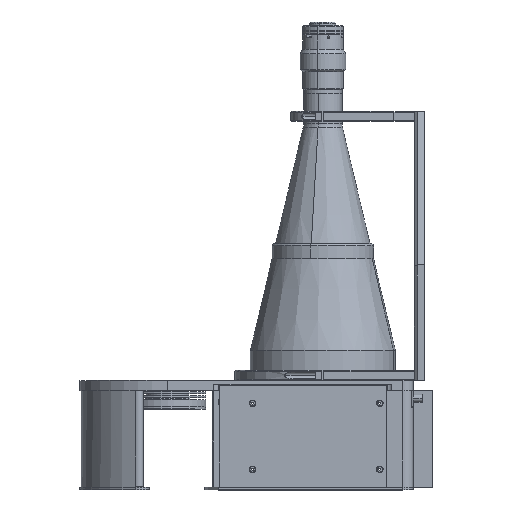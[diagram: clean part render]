
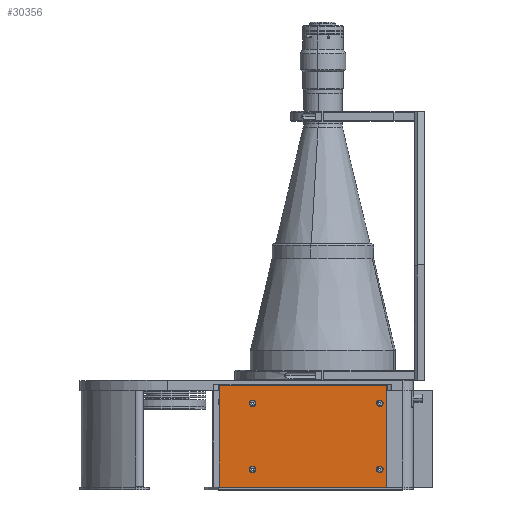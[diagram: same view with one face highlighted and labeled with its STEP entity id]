
A CAD part, top view. The second image highlights one B-rep face of the part: STEP entity #30356.
In plain terms, the highlighted planar face has unit normal (0, 0, 1).
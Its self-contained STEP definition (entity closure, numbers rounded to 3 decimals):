
#305 = AXIS2_PLACEMENT_3D ( 'NONE', #14965, #23114, #9490 ) ;
#343 = ORIENTED_EDGE ( 'NONE', *, *, #6149, .F. ) ;
#549 = DIRECTION ( 'NONE',  ( 0., -1., 0. ) ) ;
#786 = CARTESIAN_POINT ( 'NONE',  ( -17.312, -96.769, 89.524 ) ) ;
#808 = EDGE_CURVE ( 'NONE', #6386, #3311, #5687, .T. ) ;
#994 = CARTESIAN_POINT ( 'NONE',  ( -175.489, -82.519, 89.524 ) ) ;
#1956 = VERTEX_POINT ( 'NONE', #2285 ) ;
#1977 = CIRCLE ( 'NONE', #34229, 3.25 ) ;
#2285 = CARTESIAN_POINT ( 'NONE',  ( -175.489, -182.519, 89.524 ) ) ;
#2620 = DIRECTION ( 'NONE',  ( 0., 1., 0. ) ) ;
#3311 = VERTEX_POINT ( 'NONE', #19454 ) ;
#3362 = VECTOR ( 'NONE', #8962, 1000. ) ;
#4082 = EDGE_LOOP ( 'NONE', ( #4168, #10674 ) ) ;
#4168 = ORIENTED_EDGE ( 'NONE', *, *, #808, .F. ) ;
#4387 = VERTEX_POINT ( 'NONE', #10113 ) ;
#4950 = EDGE_CURVE ( 'NONE', #20427, #21620, #12732, .T. ) ;
#5687 = CIRCLE ( 'NONE', #28903, 3.25 ) ;
#5764 = DIRECTION ( 'NONE',  ( 0., 0., 1. ) ) ;
#6112 = CARTESIAN_POINT ( 'NONE',  ( -142.489, -100.019, 89.524 ) ) ;
#6149 = EDGE_CURVE ( 'NONE', #10381, #34869, #33502, .T. ) ;
#6367 = CARTESIAN_POINT ( 'NONE',  ( -142.489, -161.769, 89.524 ) ) ;
#6386 = VERTEX_POINT ( 'NONE', #6367 ) ;
#6450 = DIRECTION ( 'NONE',  ( 0., 1., 0. ) ) ;
#6627 = CARTESIAN_POINT ( 'NONE',  ( -142.489, -103.269, 89.524 ) ) ;
#6760 = LINE ( 'NONE', #22864, #9252 ) ;
#6937 = DIRECTION ( 'NONE',  ( 0., 0., 1. ) ) ;
#7144 = CIRCLE ( 'NONE', #9977, 3.25 ) ;
#7518 = FACE_OUTER_BOUND ( 'NONE', #32447, .T. ) ;
#8035 = CIRCLE ( 'NONE', #11436, 3.25 ) ;
#8105 = CARTESIAN_POINT ( 'NONE',  ( -142.489, -165.019, 89.524 ) ) ;
#8339 = CARTESIAN_POINT ( 'NONE',  ( -10.489, -82.519, 89.524 ) ) ;
#8353 = VECTOR ( 'NONE', #549, 1000. ) ;
#8412 = DIRECTION ( 'NONE',  ( 0., 0., 1. ) ) ;
#8734 = AXIS2_PLACEMENT_3D ( 'NONE', #13719, #8412, #29690 ) ;
#8962 = DIRECTION ( 'NONE',  ( -1., 0., 0. ) ) ;
#9089 = EDGE_LOOP ( 'NONE', ( #26688, #33141 ) ) ;
#9252 = VECTOR ( 'NONE', #25531, 1000. ) ;
#9432 = DIRECTION ( 'NONE',  ( 0., 1., 0. ) ) ;
#9490 = DIRECTION ( 'NONE',  ( 0., 1., 0. ) ) ;
#9507 = EDGE_CURVE ( 'NONE', #15844, #1956, #11203, .T. ) ;
#9561 = ORIENTED_EDGE ( 'NONE', *, *, #30160, .F. ) ;
#9710 = EDGE_CURVE ( 'NONE', #34869, #10381, #1977, .T. ) ;
#9977 = AXIS2_PLACEMENT_3D ( 'NONE', #15254, #12256, #9432 ) ;
#10113 = CARTESIAN_POINT ( 'NONE',  ( -175.489, -82.519, 89.524 ) ) ;
#10381 = VERTEX_POINT ( 'NONE', #33726 ) ;
#10674 = ORIENTED_EDGE ( 'NONE', *, *, #26206, .F. ) ;
#11203 = LINE ( 'NONE', #18988, #22300 ) ;
#11436 = AXIS2_PLACEMENT_3D ( 'NONE', #6112, #5764, #30739 ) ;
#11731 = CARTESIAN_POINT ( 'NONE',  ( -17.312, -165.019, 89.524 ) ) ;
#11962 = CARTESIAN_POINT ( 'NONE',  ( -17.312, -103.269, 89.524 ) ) ;
#12256 = DIRECTION ( 'NONE',  ( 0., 0., 1. ) ) ;
#12707 = CIRCLE ( 'NONE', #8734, 3.25 ) ;
#12732 = CIRCLE ( 'NONE', #305, 3.25 ) ;
#13171 = DIRECTION ( 'NONE',  ( -1., 0., 0. ) ) ;
#13719 = CARTESIAN_POINT ( 'NONE',  ( -17.312, -100.019, 89.524 ) ) ;
#14533 = ORIENTED_EDGE ( 'NONE', *, *, #4950, .F. ) ;
#14915 = EDGE_LOOP ( 'NONE', ( #21027, #343 ) ) ;
#14965 = CARTESIAN_POINT ( 'NONE',  ( -142.489, -100.019, 89.524 ) ) ;
#15254 = CARTESIAN_POINT ( 'NONE',  ( -142.489, -165.019, 89.524 ) ) ;
#15844 = VERTEX_POINT ( 'NONE', #23286 ) ;
#16367 = DIRECTION ( 'NONE',  ( 0., 1., 0. ) ) ;
#17209 = DIRECTION ( 'NONE',  ( 0., 1., 0. ) ) ;
#17456 = LINE ( 'NONE', #994, #3362 ) ;
#18681 = CARTESIAN_POINT ( 'NONE',  ( -17.312, -165.019, 89.524 ) ) ;
#18988 = CARTESIAN_POINT ( 'NONE',  ( -175.489, -182.519, 89.524 ) ) ;
#19454 = CARTESIAN_POINT ( 'NONE',  ( -142.489, -168.269, 89.524 ) ) ;
#19970 = CARTESIAN_POINT ( 'NONE',  ( -142.489, -96.769, 89.524 ) ) ;
#20427 = VERTEX_POINT ( 'NONE', #19970 ) ;
#21027 = ORIENTED_EDGE ( 'NONE', *, *, #9710, .F. ) ;
#21156 = DIRECTION ( 'NONE',  ( 0., 0., 1. ) ) ;
#21491 = DIRECTION ( 'NONE',  ( 0., 0., 1. ) ) ;
#21607 = AXIS2_PLACEMENT_3D ( 'NONE', #18681, #21156, #16367 ) ;
#21620 = VERTEX_POINT ( 'NONE', #6627 ) ;
#22294 = AXIS2_PLACEMENT_3D ( 'NONE', #33198, #30725, #6450 ) ;
#22300 = VECTOR ( 'NONE', #32292, 1000. ) ;
#22547 = EDGE_CURVE ( 'NONE', #33458, #30248, #12707, .T. ) ;
#22864 = CARTESIAN_POINT ( 'NONE',  ( -175.489, -82.519, 89.524 ) ) ;
#23114 = DIRECTION ( 'NONE',  ( 0., 0., 1. ) ) ;
#23286 = CARTESIAN_POINT ( 'NONE',  ( -10.489, -182.519, 89.524 ) ) ;
#23635 = FACE_BOUND ( 'NONE', #27608, .T. ) ;
#24328 = CARTESIAN_POINT ( 'NONE',  ( -17.312, -161.769, 89.524 ) ) ;
#24334 = FACE_BOUND ( 'NONE', #4082, .T. ) ;
#24562 = CIRCLE ( 'NONE', #22294, 3.25 ) ;
#25531 = DIRECTION ( 'NONE',  ( 0., -1., 0. ) ) ;
#26206 = EDGE_CURVE ( 'NONE', #3311, #6386, #7144, .T. ) ;
#26644 = FACE_BOUND ( 'NONE', #9089, .T. ) ;
#26688 = ORIENTED_EDGE ( 'NONE', *, *, #22547, .F. ) ;
#27569 = EDGE_CURVE ( 'NONE', #35052, #15844, #33302, .T. ) ;
#27608 = EDGE_LOOP ( 'NONE', ( #14533, #9561 ) ) ;
#28903 = AXIS2_PLACEMENT_3D ( 'NONE', #8105, #32195, #2620 ) ;
#28965 = PLANE ( 'NONE',  #30670 ) ;
#29197 = EDGE_CURVE ( 'NONE', #35052, #4387, #17456, .T. ) ;
#29660 = CARTESIAN_POINT ( 'NONE',  ( -175.489, -82.519, 89.524 ) ) ;
#29690 = DIRECTION ( 'NONE',  ( 0., 1., 0. ) ) ;
#30160 = EDGE_CURVE ( 'NONE', #21620, #20427, #8035, .T. ) ;
#30248 = VERTEX_POINT ( 'NONE', #11962 ) ;
#30356 = ADVANCED_FACE ( 'NONE', ( #23635, #24334, #26644, #34443, #7518 ), #28965, .T. ) ;
#30614 = ORIENTED_EDGE ( 'NONE', *, *, #9507, .F. ) ;
#30670 = AXIS2_PLACEMENT_3D ( 'NONE', #29660, #21491, #13171 ) ;
#30725 = DIRECTION ( 'NONE',  ( 0., 0., 1. ) ) ;
#30739 = DIRECTION ( 'NONE',  ( 0., 1., 0. ) ) ;
#32195 = DIRECTION ( 'NONE',  ( 0., 0., 1. ) ) ;
#32259 = ORIENTED_EDGE ( 'NONE', *, *, #32866, .T. ) ;
#32292 = DIRECTION ( 'NONE',  ( -1., 0., 0. ) ) ;
#32447 = EDGE_LOOP ( 'NONE', ( #32259, #30614, #34743, #34581 ) ) ;
#32866 = EDGE_CURVE ( 'NONE', #4387, #1956, #6760, .T. ) ;
#33141 = ORIENTED_EDGE ( 'NONE', *, *, #33489, .F. ) ;
#33198 = CARTESIAN_POINT ( 'NONE',  ( -17.312, -100.019, 89.524 ) ) ;
#33302 = LINE ( 'NONE', #8339, #8353 ) ;
#33458 = VERTEX_POINT ( 'NONE', #786 ) ;
#33489 = EDGE_CURVE ( 'NONE', #30248, #33458, #24562, .T. ) ;
#33502 = CIRCLE ( 'NONE', #21607, 3.25 ) ;
#33726 = CARTESIAN_POINT ( 'NONE',  ( -17.312, -168.269, 89.524 ) ) ;
#34229 = AXIS2_PLACEMENT_3D ( 'NONE', #11731, #6937, #17209 ) ;
#34443 = FACE_BOUND ( 'NONE', #14915, .T. ) ;
#34581 = ORIENTED_EDGE ( 'NONE', *, *, #29197, .T. ) ;
#34743 = ORIENTED_EDGE ( 'NONE', *, *, #27569, .F. ) ;
#34869 = VERTEX_POINT ( 'NONE', #24328 ) ;
#34899 = CARTESIAN_POINT ( 'NONE',  ( -10.489, -82.519, 89.524 ) ) ;
#35052 = VERTEX_POINT ( 'NONE', #34899 ) ;
